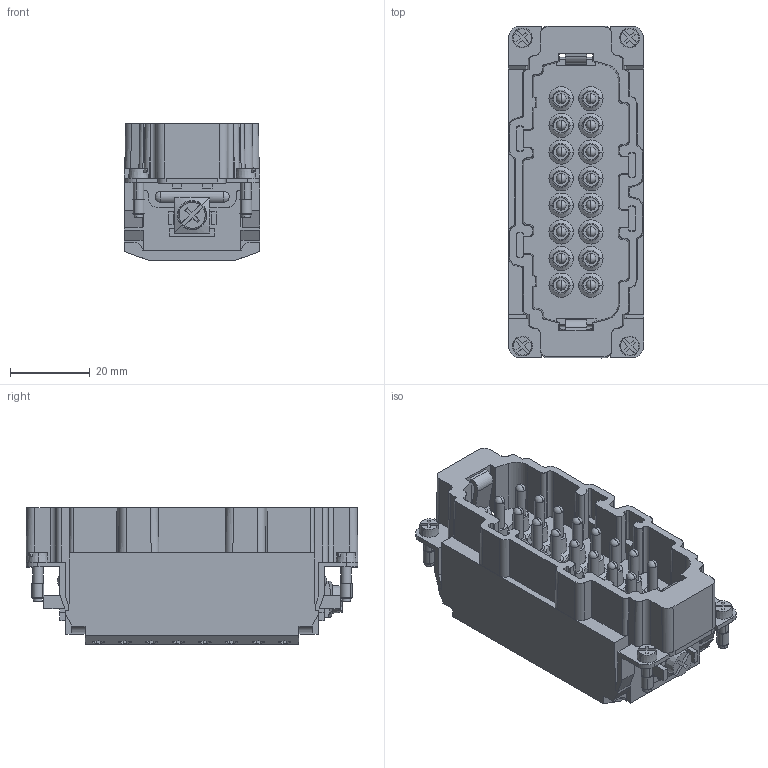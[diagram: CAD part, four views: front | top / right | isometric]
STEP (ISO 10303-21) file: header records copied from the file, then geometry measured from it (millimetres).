
FILE_DESCRIPTION(('Creo Elements/Direct Modeling STEP Export'),'2;1');
FILE_NAME('model.stp','2020-05-27T 9:18:19',(''),(''),'Creo Elements/Direct Modeling STEP processor for AP214 (Solid Model)','Creo Elements/Direct Modeling 20.1A 29-Sep-2018 (C) Parametric Technology GmbH','');
FILE_SCHEMA(('AUTOMOTIVE_DESIGN { 1 0 10303 214 1 1 1 1 }'));
Products named in the file (2): HC_B16_I_PT_M-select
Assembly tree (1 placements, depth 2):
  HC_B16_I_PT_M-select
    HC_B16_I_PT_M-select
Bounding box: 34 x 83.5 x 34.3 mm (x, y, z)
Volume: 52573.7 mm3; surface area: 22927.9 mm2
Topology: 1 solids, 1 shells, 1209 faces, 3404 edges, 2244 vertices
Faces by surface type: plane 830, cylinder 227, cone 100, sphere 36, extrusion 16
Entity records: 52461 total; most frequent: CARTESIAN_POINT 12387, ORIENTED_EDGE 6744, DIRECTION 5732, EDGE_CURVE 3372, VECTOR 2496, LINE 2480, VERTEX_POINT 2244, AXIS2_PLACEMENT_3D 1618
